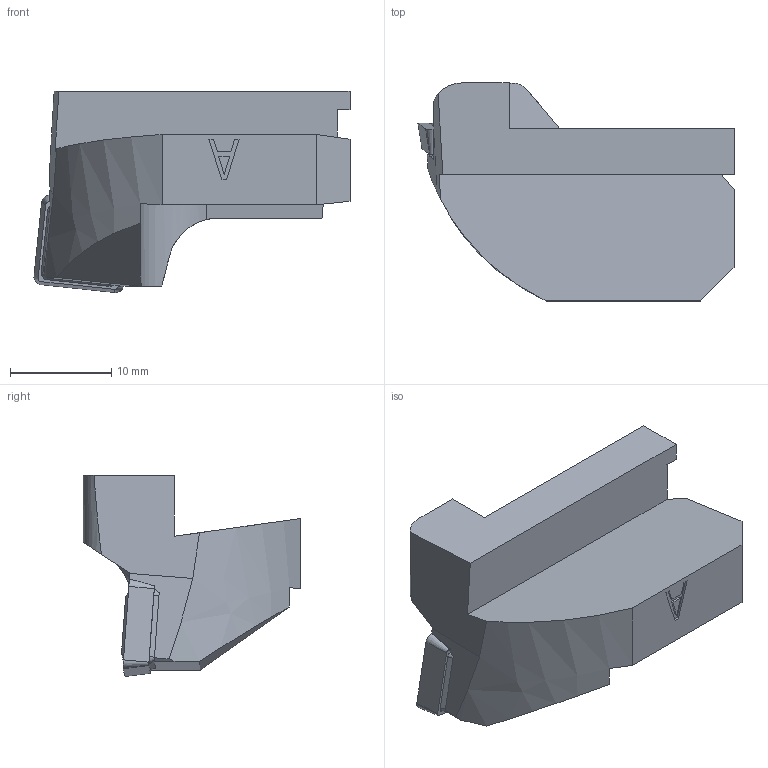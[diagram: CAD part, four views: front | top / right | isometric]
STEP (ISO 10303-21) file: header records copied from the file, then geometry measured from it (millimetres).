
FILE_DESCRIPTION(/* description */ (''),/* implementation_level */ '2;1');
FILE_NAME(/* name */ '1548166547236.stp',/* time_stamp */ '2019-01-22T15:16:04+01:00',/* author */ (''),/* organization */ ('SMS'),/* preprocessor_version */ 'ST-DEVELOPER v15',/* originating_system */ 'SIEMENS PLM Software NX 8.5',/* authorisation */ '');
FILE_SCHEMA (('AUTOMOTIVE_DESIGN { 1 0 10303 214 3 1 1 1 }'));
Length unit declared in the file: millimetre
Products named in the file (4): ASSEMBLY_CONSTRUCTION; 201012472mod000_00; 201898939mod000_00; 201029916mod000_01
Assembly tree (3 placements, depth 2):
  201029916mod000_01
    201898939mod000_00
    201012472mod000_00
    ASSEMBLY_CONSTRUCTION
Bounding box: 31.19 x 21.5 x 19.84 mm (x, y, z)
Volume: 4297.8 mm3; surface area: 2544.2 mm2
Topology: 2 solids, 2 shells, 97 faces, 252 edges, 172 vertices
Faces by surface type: plane 67, cone 13, torus 8, cylinder 7, extrusion 2
Full cylindrical faces by diameter (mm): 3.2 x2
Entity records: 3068 total; most frequent: CARTESIAN_POINT 609, DIRECTION 471, ORIENTED_EDGE 462, EDGE_CURVE 231, VECTOR 161, VERTEX_POINT 160, LINE 159, AXIS2_PLACEMENT_3D 155
